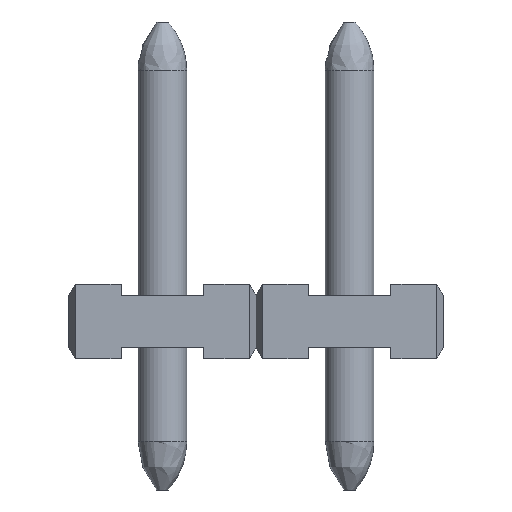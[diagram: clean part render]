
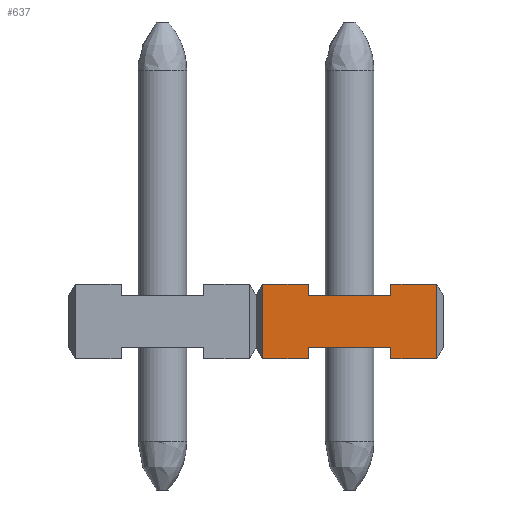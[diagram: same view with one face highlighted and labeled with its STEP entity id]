
A CAD part, front view. The second image highlights one B-rep face of the part: STEP entity #637.
In plain terms, the highlighted planar face has unit normal (0, -1, 0).
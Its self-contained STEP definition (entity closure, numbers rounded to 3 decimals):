
#233=CARTESIAN_POINT('',(6.1,-1.4,1.7));
#234=VERTEX_POINT('',#233);
#241=CARTESIAN_POINT('',(6.1,-1.4,2.0));
#242=VERTEX_POINT('',#241);
#243=CARTESIAN_POINT('',(6.1,-1.4,2.0));
#244=DIRECTION('',(0.0,0.0,-1.0));
#245=VECTOR('',#244,0.3);
#246=LINE('',#243,#245);
#247=EDGE_CURVE('',#242,#234,#246,.T.);
#273=CARTESIAN_POINT('',(3.9,-1.4,2.0));
#274=VERTEX_POINT('',#273);
#281=CARTESIAN_POINT('',(3.9,-1.4,1.7));
#282=VERTEX_POINT('',#281);
#283=CARTESIAN_POINT('',(3.9,-1.4,1.7));
#284=DIRECTION('',(0.0,0.0,1.0));
#285=VECTOR('',#284,0.3);
#286=LINE('',#283,#285);
#287=EDGE_CURVE('',#282,#274,#286,.T.);
#310=CARTESIAN_POINT('',(6.1,-1.4,1.7));
#311=DIRECTION('',(-1.0,0.0,0.0));
#312=VECTOR('',#311,2.2);
#313=LINE('',#310,#312);
#314=EDGE_CURVE('',#234,#282,#313,.T.);
#338=CARTESIAN_POINT('',(3.9,-1.4,0.3));
#339=VERTEX_POINT('',#338);
#346=CARTESIAN_POINT('',(3.9,-1.4,0.0));
#347=VERTEX_POINT('',#346);
#348=CARTESIAN_POINT('',(3.9,-1.4,0.0));
#349=DIRECTION('',(0.0,0.0,1.0));
#350=VECTOR('',#349,0.3);
#351=LINE('',#348,#350);
#352=EDGE_CURVE('',#347,#339,#351,.T.);
#378=CARTESIAN_POINT('',(6.1,-1.4,0.0));
#379=VERTEX_POINT('',#378);
#386=CARTESIAN_POINT('',(6.1,-1.4,0.3));
#387=VERTEX_POINT('',#386);
#388=CARTESIAN_POINT('',(6.1,-1.4,0.3));
#389=DIRECTION('',(0.0,0.0,-1.0));
#390=VECTOR('',#389,0.3);
#391=LINE('',#388,#390);
#392=EDGE_CURVE('',#387,#379,#391,.T.);
#415=CARTESIAN_POINT('',(3.9,-1.4,0.3));
#416=DIRECTION('',(1.0,0.0,0.0));
#417=VECTOR('',#416,2.2);
#418=LINE('',#415,#417);
#419=EDGE_CURVE('',#339,#387,#418,.T.);
#433=CARTESIAN_POINT('',(7.327,-1.4,0.0));
#434=VERTEX_POINT('',#433);
#491=CARTESIAN_POINT('',(2.673,-1.4,2.0));
#492=VERTEX_POINT('',#491);
#515=CARTESIAN_POINT('',(2.673,-1.4,0.0));
#516=VERTEX_POINT('',#515);
#555=CARTESIAN_POINT('',(7.327,-1.4,2.0));
#556=VERTEX_POINT('',#555);
#588=CARTESIAN_POINT('',(7.327,-1.4,0.0));
#589=DIRECTION('',(0.0,-1.0,0.0));
#590=DIRECTION('',(0.0,0.0,-1.0));
#591=AXIS2_PLACEMENT_3D('',#588,#589,#590);
#592=PLANE('',#591);
#593=ORIENTED_EDGE('',*,*,#247,.T.);
#594=ORIENTED_EDGE('',*,*,#314,.T.);
#595=ORIENTED_EDGE('',*,*,#287,.T.);
#596=CARTESIAN_POINT('',(3.9,-1.4,2.0));
#597=DIRECTION('',(-1.0,0.0,0.0));
#598=VECTOR('',#597,1.227);
#599=LINE('',#596,#598);
#600=EDGE_CURVE('',#274,#492,#599,.T.);
#601=ORIENTED_EDGE('',*,*,#600,.T.);
#602=CARTESIAN_POINT('',(2.673,-1.4,0.0));
#603=DIRECTION('',(0.0,0.0,1.0));
#604=VECTOR('',#603,2.0);
#605=LINE('',#602,#604);
#606=EDGE_CURVE('',#516,#492,#605,.T.);
#607=ORIENTED_EDGE('',*,*,#606,.F.);
#608=CARTESIAN_POINT('',(2.673,-1.4,0.0));
#609=DIRECTION('',(1.0,0.0,0.0));
#610=VECTOR('',#609,1.227);
#611=LINE('',#608,#610);
#612=EDGE_CURVE('',#516,#347,#611,.T.);
#613=ORIENTED_EDGE('',*,*,#612,.T.);
#614=ORIENTED_EDGE('',*,*,#352,.T.);
#615=ORIENTED_EDGE('',*,*,#419,.T.);
#616=ORIENTED_EDGE('',*,*,#392,.T.);
#617=CARTESIAN_POINT('',(6.1,-1.4,0.0));
#618=DIRECTION('',(1.0,0.0,0.0));
#619=VECTOR('',#618,1.227);
#620=LINE('',#617,#619);
#621=EDGE_CURVE('',#379,#434,#620,.T.);
#622=ORIENTED_EDGE('',*,*,#621,.T.);
#623=CARTESIAN_POINT('',(7.327,-1.4,0.0));
#624=DIRECTION('',(0.0,0.0,1.0));
#625=VECTOR('',#624,2.0);
#626=LINE('',#623,#625);
#627=EDGE_CURVE('',#434,#556,#626,.T.);
#628=ORIENTED_EDGE('',*,*,#627,.T.);
#629=CARTESIAN_POINT('',(7.327,-1.4,2.0));
#630=DIRECTION('',(-1.0,0.0,0.0));
#631=VECTOR('',#630,1.227);
#632=LINE('',#629,#631);
#633=EDGE_CURVE('',#556,#242,#632,.T.);
#634=ORIENTED_EDGE('',*,*,#633,.T.);
#635=EDGE_LOOP('',(#593,#594,#595,#601,#607,#613,#614,#615,#616,#622,#628,#634));
#636=FACE_OUTER_BOUND('',#635,.T.);
#637=ADVANCED_FACE('',(#636),#592,.T.);
